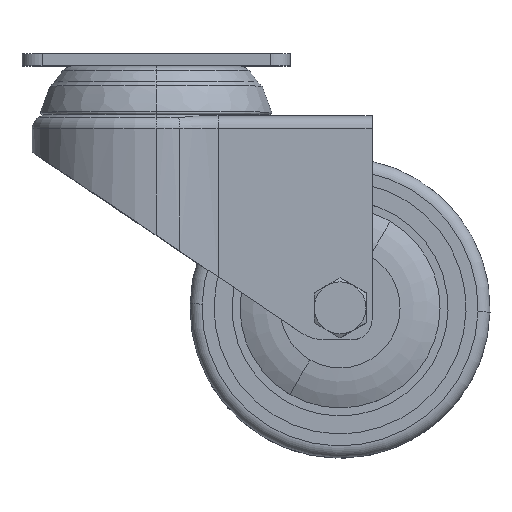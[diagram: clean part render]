
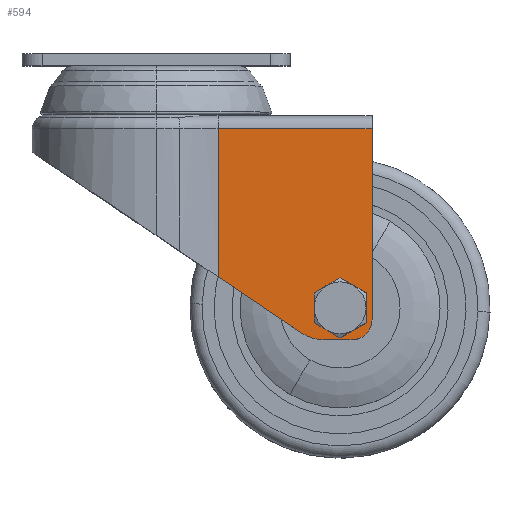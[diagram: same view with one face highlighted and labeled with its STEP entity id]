
A CAD part, top view. The second image highlights one B-rep face of the part: STEP entity #594.
In plain terms, the highlighted planar face has unit normal (0, 0, 1).
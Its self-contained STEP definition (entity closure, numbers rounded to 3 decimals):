
#182 = CARTESIAN_POINT ( 'NONE',  ( 15.516, -68.5, 29.5 ) ) ;
#186 = CARTESIAN_POINT ( 'NONE',  ( 49., -68.5, 29.5 ) ) ;
#372 = DIRECTION ( 'NONE',  ( 0., -1., 0. ) ) ;
#433 = VECTOR ( 'NONE', #5728, 1000. ) ;
#475 = DIRECTION ( 'NONE',  ( 0., -1., 0. ) ) ;
#594 = ADVANCED_FACE ( 'NONE', ( #4935, #5349 ), #4228, .T. ) ;
#610 = EDGE_CURVE ( 'NONE', #2480, #1587, #5444, .T. ) ;
#630 = EDGE_CURVE ( 'NONE', #5331, #3246, #7880, .T. ) ;
#691 = ORIENTED_EDGE ( 'NONE', *, *, #7342, .T. ) ;
#710 = DIRECTION ( 'NONE',  ( 1., 0., 0. ) ) ;
#898 = CARTESIAN_POINT ( 'NONE',  ( 15.516, -15., 29.5 ) ) ;
#968 = ORIENTED_EDGE ( 'NONE', *, *, #7569, .T. ) ;
#1182 = VERTEX_POINT ( 'NONE', #4745 ) ;
#1235 = EDGE_CURVE ( 'NONE', #5284, #8257, #6029, .T. ) ;
#1240 = DIRECTION ( 'NONE',  ( 1., 0., 0. ) ) ;
#1457 = LINE ( 'NONE', #182, #4900 ) ;
#1469 = DIRECTION ( 'NONE',  ( 0., 0., 1. ) ) ;
#1543 = EDGE_CURVE ( 'NONE', #1182, #7651, #1457, .T. ) ;
#1587 = VERTEX_POINT ( 'NONE', #4829 ) ;
#1788 = ORIENTED_EDGE ( 'NONE', *, *, #5680, .F. ) ;
#1850 = ORIENTED_EDGE ( 'NONE', *, *, #2188, .T. ) ;
#1911 = CARTESIAN_POINT ( 'NONE',  ( 15.516, -15., 29.5 ) ) ;
#1960 = DIRECTION ( 'NONE',  ( 0., 0., 1. ) ) ;
#2167 = CARTESIAN_POINT ( 'NONE',  ( -1.946, -41.008, 29.5 ) ) ;
#2188 = EDGE_CURVE ( 'NONE', #7651, #2374, #6106, .T. ) ;
#2374 = VERTEX_POINT ( 'NONE', #8133 ) ;
#2375 = DIRECTION ( 'NONE',  ( 1., 0., 0. ) ) ;
#2480 = VERTEX_POINT ( 'NONE', #7580 ) ;
#2534 = AXIS2_PLACEMENT_3D ( 'NONE', #3392, #2682, #7881 ) ;
#2580 = CARTESIAN_POINT ( 'NONE',  ( 46., -60.5, 29.5 ) ) ;
#2682 = DIRECTION ( 'NONE',  ( 0., 0., 1. ) ) ;
#3137 = CARTESIAN_POINT ( 'NONE',  ( 42., -60.5, 29.5 ) ) ;
#3246 = VERTEX_POINT ( 'NONE', #4195 ) ;
#3359 = CARTESIAN_POINT ( 'NONE',  ( 15.516, -52.732, 29.5 ) ) ;
#3392 = CARTESIAN_POINT ( 'NONE',  ( 49., -63.5, 29.5 ) ) ;
#3477 = ORIENTED_EDGE ( 'NONE', *, *, #1543, .T. ) ;
#3575 = EDGE_LOOP ( 'NONE', ( #7776, #6348 ) ) ;
#3635 = DIRECTION ( 'NONE',  ( 0., 0., 1. ) ) ;
#4195 = CARTESIAN_POINT ( 'NONE',  ( 50., -60.5, 29.5 ) ) ;
#4228 = PLANE ( 'NONE',  #4461 ) ;
#4273 = AXIS2_PLACEMENT_3D ( 'NONE', #2580, #1960, #1240 ) ;
#4338 = VECTOR ( 'NONE', #372, 1000. ) ;
#4456 = EDGE_LOOP ( 'NONE', ( #1788, #7534, #691, #5702, #968, #3477, #1850 ) ) ;
#4461 = AXIS2_PLACEMENT_3D ( 'NONE', #898, #6076, #475 ) ;
#4530 = CIRCLE ( 'NONE', #6675, 10. ) ;
#4630 = VECTOR ( 'NONE', #7652, 1000. ) ;
#4745 = CARTESIAN_POINT ( 'NONE',  ( 42.046, -68.5, 29.5 ) ) ;
#4829 = CARTESIAN_POINT ( 'NONE',  ( 54., -15.737, 29.5 ) ) ;
#4900 = VECTOR ( 'NONE', #710, 1000. ) ;
#4935 = FACE_OUTER_BOUND ( 'NONE', #4456, .T. ) ;
#5141 = VECTOR ( 'NONE', #5647, 1000. ) ;
#5284 = VERTEX_POINT ( 'NONE', #8330 ) ;
#5331 = VERTEX_POINT ( 'NONE', #3137 ) ;
#5349 = FACE_BOUND ( 'NONE', #3575, .T. ) ;
#5444 = LINE ( 'NONE', #6848, #5141 ) ;
#5504 = AXIS2_PLACEMENT_3D ( 'NONE', #5620, #3635, #2375 ) ;
#5620 = CARTESIAN_POINT ( 'NONE',  ( 46., -60.5, 29.5 ) ) ;
#5647 = DIRECTION ( 'NONE',  ( 1., 0., 0. ) ) ;
#5680 = EDGE_CURVE ( 'NONE', #1587, #2374, #5776, .T. ) ;
#5702 = ORIENTED_EDGE ( 'NONE', *, *, #1235, .F. ) ;
#5728 = DIRECTION ( 'NONE',  ( -0.83, 0.557, 0. ) ) ;
#5776 = LINE ( 'NONE', #6834, #4338 ) ;
#6029 = LINE ( 'NONE', #2167, #433 ) ;
#6076 = DIRECTION ( 'NONE',  ( 0., 0., 1. ) ) ;
#6106 = CIRCLE ( 'NONE', #2534, 5. ) ;
#6348 = ORIENTED_EDGE ( 'NONE', *, *, #630, .F. ) ;
#6356 = LINE ( 'NONE', #1911, #4630 ) ;
#6361 = CIRCLE ( 'NONE', #4273, 4. ) ;
#6611 = DIRECTION ( 'NONE',  ( 0., -1., 0. ) ) ;
#6636 = CARTESIAN_POINT ( 'NONE',  ( 42.046, -58.5, 29.5 ) ) ;
#6675 = AXIS2_PLACEMENT_3D ( 'NONE', #6636, #1469, #6611 ) ;
#6834 = CARTESIAN_POINT ( 'NONE',  ( 54., -15., 29.5 ) ) ;
#6848 = CARTESIAN_POINT ( 'NONE',  ( 15.516, -15.737, 29.5 ) ) ;
#6953 = EDGE_CURVE ( 'NONE', #3246, #5331, #6361, .T. ) ;
#7342 = EDGE_CURVE ( 'NONE', #2480, #8257, #6356, .T. ) ;
#7534 = ORIENTED_EDGE ( 'NONE', *, *, #610, .F. ) ;
#7569 = EDGE_CURVE ( 'NONE', #5284, #1182, #4530, .T. ) ;
#7580 = CARTESIAN_POINT ( 'NONE',  ( 15.516, -15.737, 29.5 ) ) ;
#7651 = VERTEX_POINT ( 'NONE', #186 ) ;
#7652 = DIRECTION ( 'NONE',  ( 0., -1., 0. ) ) ;
#7776 = ORIENTED_EDGE ( 'NONE', *, *, #6953, .F. ) ;
#7880 = CIRCLE ( 'NONE', #5504, 4. ) ;
#7881 = DIRECTION ( 'NONE',  ( 0., -1., 0. ) ) ;
#8133 = CARTESIAN_POINT ( 'NONE',  ( 54., -63.5, 29.5 ) ) ;
#8257 = VERTEX_POINT ( 'NONE', #3359 ) ;
#8330 = CARTESIAN_POINT ( 'NONE',  ( 36.471, -66.802, 29.5 ) ) ;
